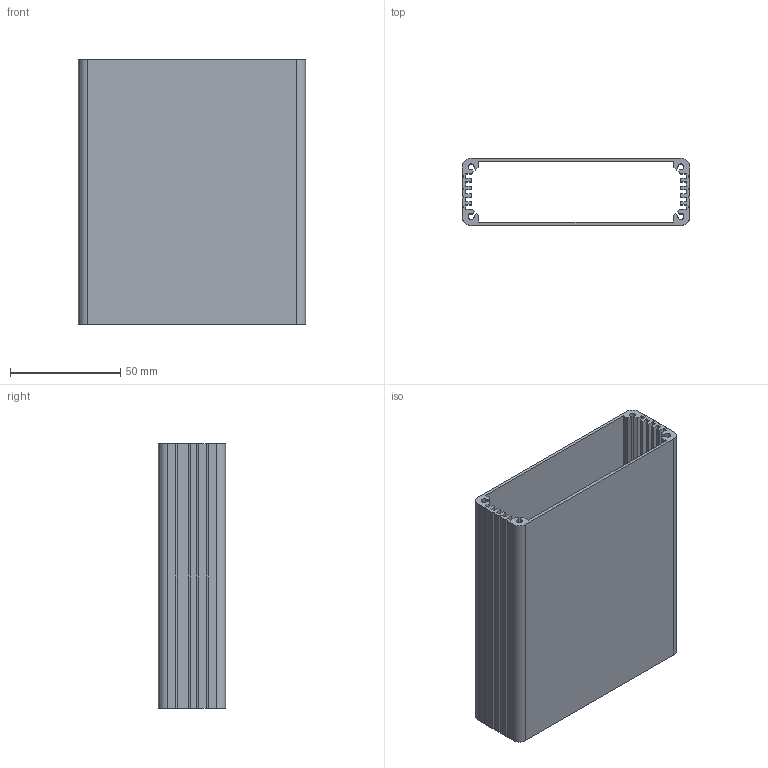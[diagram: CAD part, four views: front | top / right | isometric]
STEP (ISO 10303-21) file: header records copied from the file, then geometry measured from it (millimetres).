
FILE_DESCRIPTION(/* description */ ('Alibre Inc.'),/* implementation_level */ '2;1');
FILE_NAME(/* name */ 'export0',/* time_stamp */ '2012-09-16T18:18:57+03:00',/* author */ (''),/* organization */ (''),/* preprocessor_version */ 'ST-DEVELOPER v14',/* originating_system */ 'Alibre',/* authorisation */ '');
FILE_SCHEMA (('AUTOMOTIVE_DESIGN'));
Length unit declared in the file: centimetre
Bounding box: 103 x 30.5 x 120 mm (x, y, z)
Volume: 58980.5 mm3; surface area: 71591.4 mm2
Topology: 1 solids, 1 shells, 90 faces, 264 edges, 176 vertices
Faces by surface type: plane 74, cylinder 16
Entity records: 3002 total; most frequent: CARTESIAN_POINT 530, ORIENTED_EDGE 528, DIRECTION 402, EDGE_CURVE 264, VECTOR 232, LINE 232, VERTEX_POINT 176, AXIS2_PLACEMENT_3D 122
